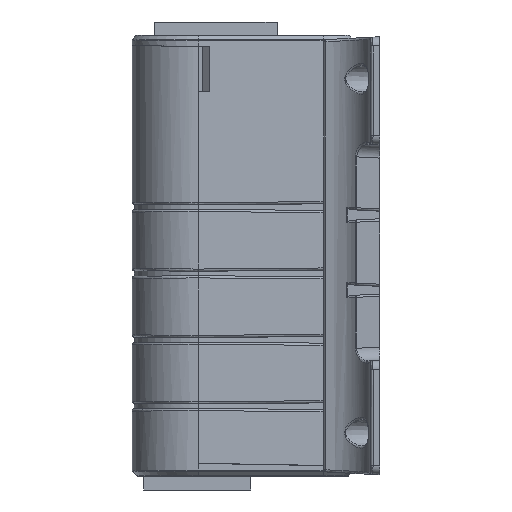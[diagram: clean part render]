
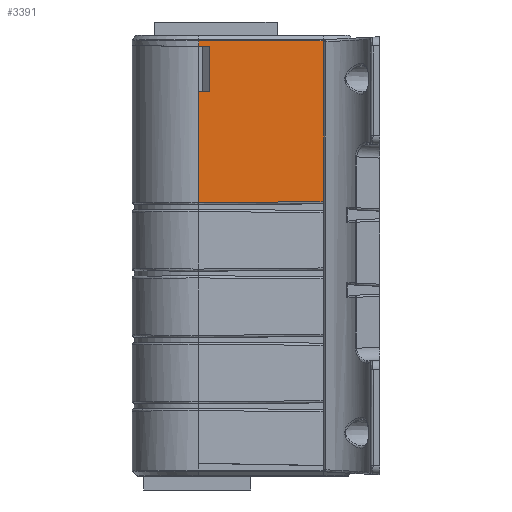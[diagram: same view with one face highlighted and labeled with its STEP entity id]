
A CAD part, left-side view. The second image highlights one B-rep face of the part: STEP entity #3391.
In plain terms, the highlighted planar face has unit normal (-0.999, -0.052, 0).
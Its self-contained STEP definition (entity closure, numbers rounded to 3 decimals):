
#3391 = ADVANCED_FACE ( 'NONE', ( #14776 ), #14765, .T. ) ;
#3472 = EDGE_CURVE ( 'NONE', #4513, #4428, #15738, .T. ) ;
#3513 = EDGE_CURVE ( 'NONE', #4428, #4508, #16103, .T. ) ;
#3537 = EDGE_CURVE ( 'NONE', #4508, #4377, #16254, .T. ) ;
#3546 = EDGE_CURVE ( 'NONE', #4413, #4513, #16226, .T. ) ;
#3653 = EDGE_CURVE ( 'NONE', #4411, #4413, #17359, .T. ) ;
#3706 = EDGE_CURVE ( 'NONE', #4433, #4451, #17602, .T. ) ;
#3718 = EDGE_CURVE ( 'NONE', #4451, #4377, #17661, .T. ) ;
#3756 = EDGE_CURVE ( 'NONE', #4433, #4411, #17843, .T. ) ;
#4377 = VERTEX_POINT ( 'NONE', #20134 ) ;
#4411 = VERTEX_POINT ( 'NONE', #20198 ) ;
#4413 = VERTEX_POINT ( 'NONE', #20176 ) ;
#4428 = VERTEX_POINT ( 'NONE', #20171 ) ;
#4433 = VERTEX_POINT ( 'NONE', #20159 ) ;
#4451 = VERTEX_POINT ( 'NONE', #20181 ) ;
#4508 = VERTEX_POINT ( 'NONE', #20207 ) ;
#4513 = VERTEX_POINT ( 'NONE', #20239 ) ;
#5053 = ORIENTED_EDGE ( 'NONE', *, *, #3653, .T. ) ;
#5063 = ORIENTED_EDGE ( 'NONE', *, *, #3718, .F. ) ;
#5064 = ORIENTED_EDGE ( 'NONE', *, *, #3537, .T. ) ;
#5105 = ORIENTED_EDGE ( 'NONE', *, *, #3756, .T. ) ;
#5117 = ORIENTED_EDGE ( 'NONE', *, *, #3706, .F. ) ;
#5124 = ORIENTED_EDGE ( 'NONE', *, *, #3513, .T. ) ;
#5128 = ORIENTED_EDGE ( 'NONE', *, *, #3546, .T. ) ;
#5140 = ORIENTED_EDGE ( 'NONE', *, *, #3472, .T. ) ;
#11375 = EDGE_LOOP ( 'NONE', ( #5124, #5064, #5063, #5117, #5105, #5053, #5128, #5140 ) ) ;
#14754 = DIRECTION ( 'NONE',  ( -0.999, -0.052, 0. ) ) ;
#14765 = PLANE ( 'NONE',  #47734 ) ;
#14776 = FACE_OUTER_BOUND ( 'NONE', #11375, .T. ) ;
#14777 = DIRECTION ( 'NONE',  ( 0.052, -0.999, 0. ) ) ;
#14780 = CARTESIAN_POINT ( 'NONE',  ( -40., 0., 11.5 ) ) ;
#15738 = LINE ( 'NONE', #15794, #43286 ) ;
#15794 = CARTESIAN_POINT ( 'NONE',  ( -40., 0., 11.5 ) ) ;
#15801 = DIRECTION ( 'NONE',  ( 0.052, -0.999, 0.009 ) ) ;
#16103 = LINE ( 'NONE', #16136, #16604 ) ;
#16128 = DIRECTION ( 'NONE',  ( 0., 0., 1. ) ) ;
#16136 = CARTESIAN_POINT ( 'NONE',  ( -38.513, -28.366, 11.5 ) ) ;
#16226 = LINE ( 'NONE', #16295, #16606 ) ;
#16227 = CARTESIAN_POINT ( 'NONE',  ( -40., 0., 48.143 ) ) ;
#16236 = DIRECTION ( 'NONE',  ( -0.052, 0.999, 0. ) ) ;
#16254 = LINE ( 'NONE', #16227, #16564 ) ;
#16295 = CARTESIAN_POINT ( 'NONE',  ( -40., 0., 11.5 ) ) ;
#16303 = DIRECTION ( 'NONE',  ( 0., 0., -1. ) ) ;
#16564 = VECTOR ( 'NONE', #16236, 1000. ) ;
#16604 = VECTOR ( 'NONE', #16128, 1000. ) ;
#16606 = VECTOR ( 'NONE', #16303, 1000. ) ;
#16682 = VECTOR ( 'NONE', #17360, 1000. ) ;
#16774 = VECTOR ( 'NONE', #17638, 1000. ) ;
#16778 = VECTOR ( 'NONE', #17674, 1000. ) ;
#16816 = VECTOR ( 'NONE', #17844, 1000. ) ;
#17348 = CARTESIAN_POINT ( 'NONE',  ( -40., 0., 36.55 ) ) ;
#17359 = LINE ( 'NONE', #17348, #16682 ) ;
#17360 = DIRECTION ( 'NONE',  ( -0.052, 0.999, 0. ) ) ;
#17602 = LINE ( 'NONE', #17650, #16778 ) ;
#17637 = CARTESIAN_POINT ( 'NONE',  ( -40., 0., 11.5 ) ) ;
#17638 = DIRECTION ( 'NONE',  ( 0., 0., 1. ) ) ;
#17650 = CARTESIAN_POINT ( 'NONE',  ( -39.869, -2.497, 46.745 ) ) ;
#17661 = LINE ( 'NONE', #17637, #16774 ) ;
#17674 = DIRECTION ( 'NONE',  ( -0.052, 0.998, 0.017 ) ) ;
#17843 = LINE ( 'NONE', #17854, #16816 ) ;
#17844 = DIRECTION ( 'NONE',  ( 0., 0., -1. ) ) ;
#17854 = CARTESIAN_POINT ( 'NONE',  ( -39.869, -2.497, 11.5 ) ) ;
#20134 = CARTESIAN_POINT ( 'NONE',  ( -40., 0., 48.143 ) ) ;
#20159 = CARTESIAN_POINT ( 'NONE',  ( -39.869, -2.497, 46.745 ) ) ;
#20171 = CARTESIAN_POINT ( 'NONE',  ( -38.513, -28.366, 11.747 ) ) ;
#20176 = CARTESIAN_POINT ( 'NONE',  ( -40., 0., 36.55 ) ) ;
#20181 = CARTESIAN_POINT ( 'NONE',  ( -40., 0., 46.788 ) ) ;
#20198 = CARTESIAN_POINT ( 'NONE',  ( -39.869, -2.497, 36.55 ) ) ;
#20207 = CARTESIAN_POINT ( 'NONE',  ( -38.513, -28.366, 48.143 ) ) ;
#20239 = CARTESIAN_POINT ( 'NONE',  ( -40., 0., 11.5 ) ) ;
#43286 = VECTOR ( 'NONE', #15801, 1000. ) ;
#47734 = AXIS2_PLACEMENT_3D ( 'NONE', #14780, #14754, #14777 ) ;
